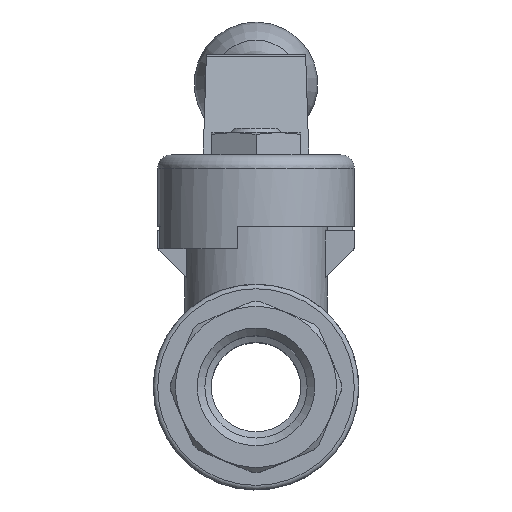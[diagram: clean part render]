
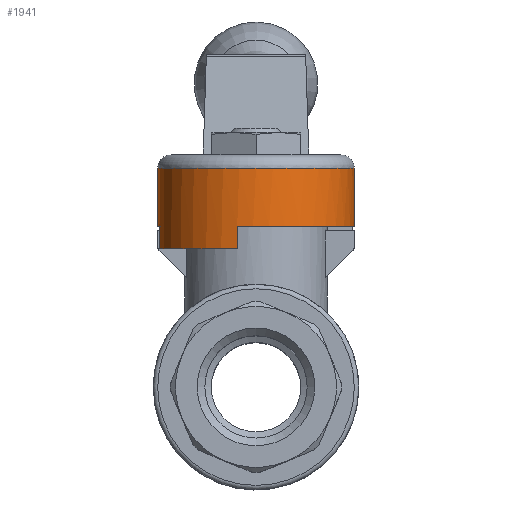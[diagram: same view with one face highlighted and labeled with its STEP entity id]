
A CAD part, top view. The second image highlights one B-rep face of the part: STEP entity #1941.
In plain terms, the highlighted cylindrical face has radius 11 mm (diameter 22 mm), a partial arc.
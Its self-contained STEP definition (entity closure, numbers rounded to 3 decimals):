
#63=CYLINDRICAL_SURFACE('',#2087,11.);
#97=CIRCLE('',#2078,11.);
#99=CIRCLE('',#2080,11.);
#100=CIRCLE('',#2088,11.);
#101=CIRCLE('',#2089,11.);
#102=CIRCLE('',#2090,11.);
#103=CIRCLE('',#2091,11.);
#195=LINE('',#2934,#309);
#198=LINE('',#2949,#312);
#201=LINE('',#2963,#315);
#202=LINE('',#2967,#316);
#203=LINE('',#2971,#317);
#204=LINE('',#2975,#318);
#309=VECTOR('',#2323,1000.);
#312=VECTOR('',#2332,1000.);
#315=VECTOR('',#2339,1000.);
#316=VECTOR('',#2342,1000.);
#317=VECTOR('',#2345,1000.);
#318=VECTOR('',#2348,1000.);
#454=ORIENTED_EDGE('',*,*,#1033,.F.);
#455=ORIENTED_EDGE('',*,*,#1020,.T.);
#456=ORIENTED_EDGE('',*,*,#1038,.F.);
#457=ORIENTED_EDGE('',*,*,#1039,.F.);
#458=ORIENTED_EDGE('',*,*,#1040,.F.);
#459=ORIENTED_EDGE('',*,*,#1041,.T.);
#460=ORIENTED_EDGE('',*,*,#1042,.F.);
#461=ORIENTED_EDGE('',*,*,#1043,.F.);
#462=ORIENTED_EDGE('',*,*,#1044,.F.);
#463=ORIENTED_EDGE('',*,*,#1016,.F.);
#464=ORIENTED_EDGE('',*,*,#1027,.F.);
#465=ORIENTED_EDGE('',*,*,#1045,.T.);
#1016=EDGE_CURVE('',#1311,#1312,#97,.T.);
#1020=EDGE_CURVE('',#1316,#1315,#99,.T.);
#1027=EDGE_CURVE('',#1320,#1311,#195,.T.);
#1033=EDGE_CURVE('',#1316,#1323,#198,.F.);
#1038=EDGE_CURVE('',#1327,#1315,#201,.F.);
#1039=EDGE_CURVE('',#1328,#1327,#100,.T.);
#1040=EDGE_CURVE('',#1329,#1328,#202,.T.);
#1041=EDGE_CURVE('',#1329,#1330,#101,.T.);
#1042=EDGE_CURVE('',#1331,#1330,#203,.F.);
#1043=EDGE_CURVE('',#1332,#1331,#102,.T.);
#1044=EDGE_CURVE('',#1312,#1332,#204,.T.);
#1045=EDGE_CURVE('',#1320,#1323,#103,.T.);
#1311=VERTEX_POINT('',#2902);
#1312=VERTEX_POINT('',#2904);
#1315=VERTEX_POINT('',#2910);
#1316=VERTEX_POINT('',#2912);
#1320=VERTEX_POINT('',#2933);
#1323=VERTEX_POINT('',#2950);
#1327=VERTEX_POINT('',#2964);
#1328=VERTEX_POINT('',#2966);
#1329=VERTEX_POINT('',#2968);
#1330=VERTEX_POINT('',#2970);
#1331=VERTEX_POINT('',#2972);
#1332=VERTEX_POINT('',#2974);
#1584=EDGE_LOOP('',(#454,#455,#456,#457,#458,#459,#460,#461,#462,#463,#464,
#465));
#1735=FACE_BOUND('',#1584,.T.);
#1941=ADVANCED_FACE('',(#1735),#63,.T.);
#2078=AXIS2_PLACEMENT_3D('',#2903,#2308,#2309);
#2080=AXIS2_PLACEMENT_3D('',#2911,#2314,#2315);
#2087=AXIS2_PLACEMENT_3D('',#2962,#2337,#2338);
#2088=AXIS2_PLACEMENT_3D('',#2965,#2340,#2341);
#2089=AXIS2_PLACEMENT_3D('',#2969,#2343,#2344);
#2090=AXIS2_PLACEMENT_3D('',#2973,#2346,#2347);
#2091=AXIS2_PLACEMENT_3D('',#2976,#2349,#2350);
#2308=DIRECTION('',(0.,1.,0.));
#2309=DIRECTION('',(0.,0.,1.));
#2314=DIRECTION('',(0.,1.,0.));
#2315=DIRECTION('',(0.,0.,1.));
#2323=DIRECTION('',(0.,-1.,0.));
#2332=DIRECTION('',(0.,-1.,0.));
#2337=DIRECTION('',(0.,-1.,0.));
#2338=DIRECTION('',(0.,0.,-1.));
#2339=DIRECTION('',(0.,-1.,0.));
#2340=DIRECTION('',(0.,-1.,0.));
#2341=DIRECTION('',(0.,0.,-1.));
#2342=DIRECTION('',(0.,-1.,0.));
#2343=DIRECTION('',(0.,1.,0.));
#2344=DIRECTION('',(0.,0.,1.));
#2345=DIRECTION('',(0.,-1.,0.));
#2346=DIRECTION('',(0.,-1.,0.));
#2347=DIRECTION('',(0.,0.,-1.));
#2348=DIRECTION('',(0.,-1.,0.));
#2349=DIRECTION('',(0.,-1.,0.));
#2350=DIRECTION('',(0.,0.,-1.));
#2902=CARTESIAN_POINT('',(5.938,18.,-9.259));
#2903=CARTESIAN_POINT('',(0.,18.,0.));
#2904=CARTESIAN_POINT('',(2.1,18.,-10.798));
#2910=CARTESIAN_POINT('',(-10.798,18.,2.1));
#2911=CARTESIAN_POINT('',(0.,18.,0.));
#2912=CARTESIAN_POINT('',(-5.938,18.,-9.259));
#2933=CARTESIAN_POINT('',(5.938,24.5,-9.259));
#2934=CARTESIAN_POINT('',(5.938,0.,-9.259));
#2949=CARTESIAN_POINT('',(-5.938,0.,-9.259));
#2950=CARTESIAN_POINT('',(-5.938,24.5,-9.259));
#2962=CARTESIAN_POINT('',(0.,0.,0.));
#2963=CARTESIAN_POINT('',(-10.798,0.,2.1));
#2964=CARTESIAN_POINT('',(-10.798,15.5,2.1));
#2965=CARTESIAN_POINT('',(0.,15.5,0.));
#2966=CARTESIAN_POINT('',(-2.1,15.5,10.798));
#2967=CARTESIAN_POINT('',(-2.1,0.,10.798));
#2968=CARTESIAN_POINT('',(-2.1,18.,10.798));
#2969=CARTESIAN_POINT('',(0.,18.,0.));
#2970=CARTESIAN_POINT('',(10.798,18.,-2.1));
#2971=CARTESIAN_POINT('',(10.798,0.,-2.1));
#2972=CARTESIAN_POINT('',(10.798,15.5,-2.1));
#2973=CARTESIAN_POINT('',(0.,15.5,0.));
#2974=CARTESIAN_POINT('',(2.1,15.5,-10.798));
#2975=CARTESIAN_POINT('',(2.1,0.,-10.798));
#2976=CARTESIAN_POINT('',(0.,24.5,0.));
